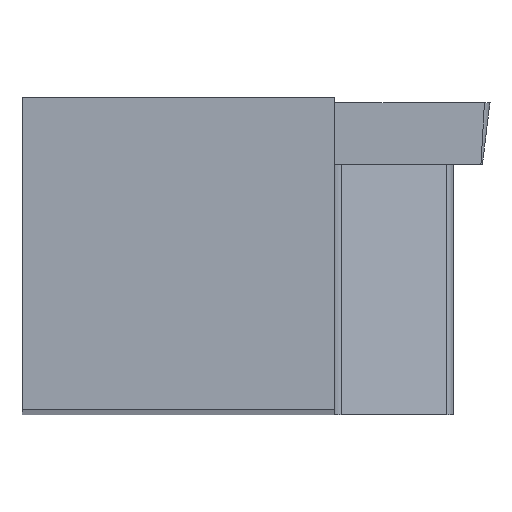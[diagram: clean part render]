
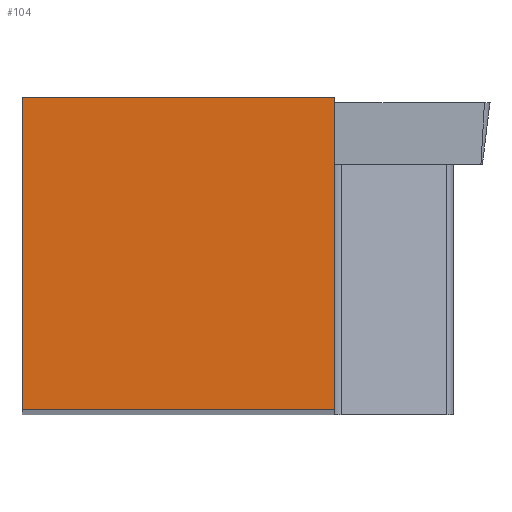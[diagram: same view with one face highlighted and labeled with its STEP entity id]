
A CAD part, top view. The second image highlights one B-rep face of the part: STEP entity #104.
In plain terms, the highlighted planar face has unit normal (0, 0, 1).
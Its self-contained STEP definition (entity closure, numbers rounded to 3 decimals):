
#104=ADVANCED_FACE('',(#153),#130,.F.);
#130=PLANE('',#730);
#153=FACE_OUTER_BOUND('',#189,.T.);
#189=EDGE_LOOP('',(#307,#308,#309,#310));
#307=ORIENTED_EDGE('',*,*,#477,.T.);
#308=ORIENTED_EDGE('',*,*,#473,.T.);
#309=ORIENTED_EDGE('',*,*,#467,.T.);
#310=ORIENTED_EDGE('',*,*,#455,.T.);
#392=VERTEX_POINT('',#1025);
#393=VERTEX_POINT('',#1027);
#402=VERTEX_POINT('',#1050);
#405=VERTEX_POINT('',#1061);
#455=EDGE_CURVE('',#393,#392,#597,.T.);
#467=EDGE_CURVE('',#402,#393,#607,.T.);
#473=EDGE_CURVE('',#405,#402,#613,.T.);
#477=EDGE_CURVE('',#392,#405,#616,.T.);
#597=LINE('',#1026,#657);
#607=LINE('',#1049,#667);
#613=LINE('',#1060,#673);
#616=LINE('',#1067,#676);
#657=VECTOR('',#847,1.);
#667=VECTOR('',#865,1.);
#673=VECTOR('',#875,1.);
#676=VECTOR('',#882,1.);
#730=AXIS2_PLACEMENT_3D('',#1069,#885,#886);
#847=DIRECTION('',(0.,1.,0.));
#865=DIRECTION('',(1.,0.,0.));
#875=DIRECTION('',(0.,-1.,0.));
#882=DIRECTION('',(-1.,0.,0.));
#885=DIRECTION('',(0.,0.,-1.));
#886=DIRECTION('',(-1.,0.,0.));
#1025=CARTESIAN_POINT('',(12.,12.,0.));
#1026=CARTESIAN_POINT('',(12.,12.,0.));
#1027=CARTESIAN_POINT('',(12.,0.,0.));
#1049=CARTESIAN_POINT('',(12.,0.,0.));
#1050=CARTESIAN_POINT('',(0.,0.,0.));
#1060=CARTESIAN_POINT('',(0.,0.,0.));
#1061=CARTESIAN_POINT('',(0.,12.,0.));
#1067=CARTESIAN_POINT('',(0.,12.,0.));
#1069=CARTESIAN_POINT('',(0.,0.,0.));
